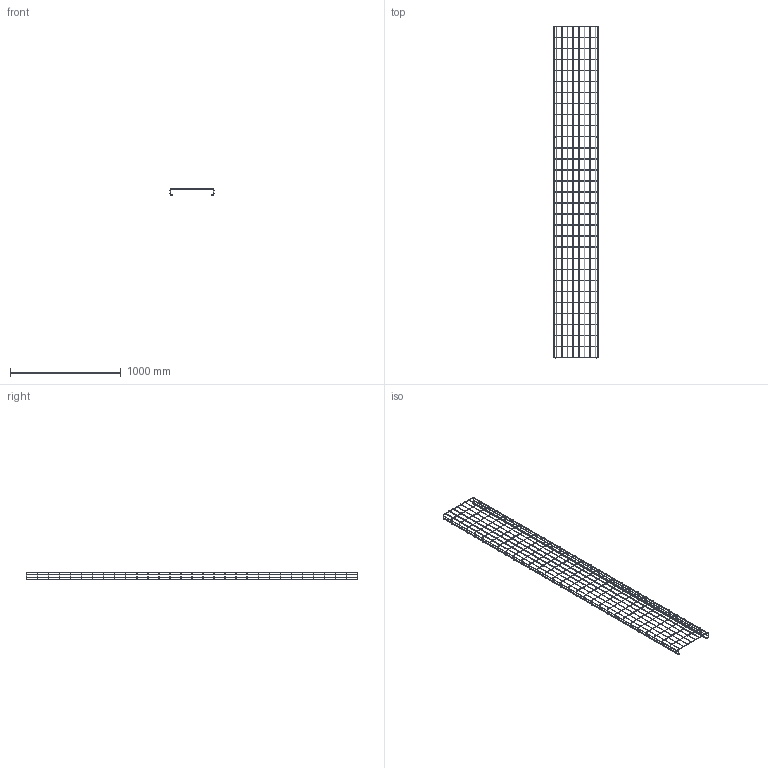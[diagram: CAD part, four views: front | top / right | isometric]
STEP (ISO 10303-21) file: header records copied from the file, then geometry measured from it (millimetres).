
FILE_DESCRIPTION((''),'2;1');
FILE_NAME('910240_PRT','2018-11-07T13:25:42',('tomasz.grudniewski'),(''),'CREO PARAMETRIC BY PTC INC, 2018260','CREO PARAMETRIC BY PTC INC, 2018260','');
FILE_SCHEMA(('CONFIG_CONTROL_DESIGN'));
Length unit declared in the file: millimetre
Products named in the file (1): 910240_PRT
Bounding box: 400 x 3004.5 x 69 mm (x, y, z)
Volume: 928755.2 mm3; surface area: 826736.9 mm2
Topology: 45 solids, 45 shells, 856 faces, 1622 edges, 856 vertices
Faces by surface type: cylinder 338, torus 248, bspline 124, plane 90, cone 56
Entity records: 35288 total; most frequent: CARTESIAN_POINT 18586, DIRECTION 3694, ORIENTED_EDGE 3244, EDGE_CURVE 1622, AXIS2_PLACEMENT_3D 1588, VERTEX_POINT 856, EDGE_LOOP 856, FACE_OUTER_BOUND 856
